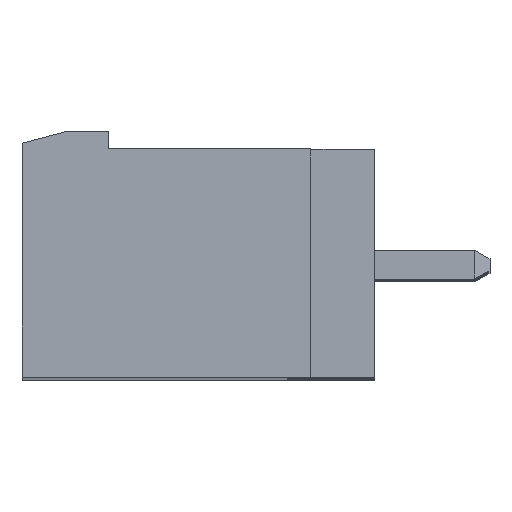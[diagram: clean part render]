
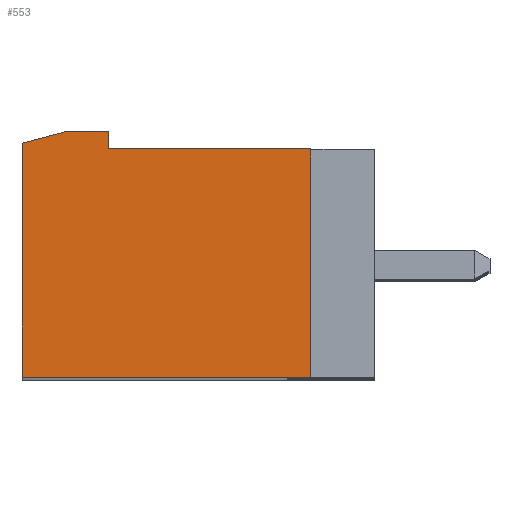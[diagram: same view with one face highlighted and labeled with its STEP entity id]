
A CAD part, top view. The second image highlights one B-rep face of the part: STEP entity #553.
In plain terms, the highlighted planar face has unit normal (0, 0, 1).
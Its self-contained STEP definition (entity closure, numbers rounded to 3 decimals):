
#553 = ADVANCED_FACE( '', ( #1543 ), #1544, .F. );
#1543 = FACE_OUTER_BOUND( '', #3011, .T. );
#1544 = PLANE( '', #3012 );
#3011 = EDGE_LOOP( '', ( #4623, #4624, #4625, #4626, #4627, #4628, #4629 ) );
#3012 = AXIS2_PLACEMENT_3D( '', #4630, #4631, #4632 );
#4623 = ORIENTED_EDGE( '', *, *, #8750, .F. );
#4624 = ORIENTED_EDGE( '', *, *, #8751, .F. );
#4625 = ORIENTED_EDGE( '', *, *, #8752, .F. );
#4626 = ORIENTED_EDGE( '', *, *, #8753, .F. );
#4627 = ORIENTED_EDGE( '', *, *, #8754, .F. );
#4628 = ORIENTED_EDGE( '', *, *, #8755, .F. );
#4629 = ORIENTED_EDGE( '', *, *, #8756, .F. );
#4630 = CARTESIAN_POINT( '', ( 197.225, 204.81, 86.76 ) );
#4631 = DIRECTION( '', ( 0., 0., -1. ) );
#4632 = DIRECTION( '', ( 0., -1., 0. ) );
#8750 = EDGE_CURVE( '', #10501, #10502, #10503, .T. );
#8751 = EDGE_CURVE( '', #10504, #10501, #10505, .T. );
#8752 = EDGE_CURVE( '', #10506, #10504, #10507, .T. );
#8753 = EDGE_CURVE( '', #10508, #10506, #10509, .T. );
#8754 = EDGE_CURVE( '', #10510, #10508, #10511, .T. );
#8755 = EDGE_CURVE( '', #10512, #10510, #10513, .T. );
#8756 = EDGE_CURVE( '', #10502, #10512, #10514, .T. );
#10501 = VERTEX_POINT( '', #13007 );
#10502 = VERTEX_POINT( '', #13008 );
#10503 = LINE( '', #13009, #13010 );
#10504 = VERTEX_POINT( '', #13011 );
#10505 = LINE( '', #13012, #13013 );
#10506 = VERTEX_POINT( '', #13014 );
#10507 = LINE( '', #13015, #13016 );
#10508 = VERTEX_POINT( '', #13017 );
#10509 = LINE( '', #13018, #13019 );
#10510 = VERTEX_POINT( '', #13020 );
#10511 = LINE( '', #13021, #13022 );
#10512 = VERTEX_POINT( '', #13023 );
#10513 = LINE( '', #13024, #13025 );
#10514 = LINE( '', #13026, #13027 );
#13007 = CARTESIAN_POINT( '', ( 197.225, 204.71, 86.76 ) );
#13008 = CARTESIAN_POINT( '', ( 197.225, 204.11, 86.76 ) );
#13009 = CARTESIAN_POINT( '', ( 197.225, 204.31, 86.76 ) );
#13010 = VECTOR( '', #16284, 1000. );
#13011 = CARTESIAN_POINT( '', ( 195.718, 204.71, 86.76 ) );
#13012 = CARTESIAN_POINT( '', ( 197.225, 204.71, 86.76 ) );
#13013 = VECTOR( '', #16285, 1000. );
#13014 = CARTESIAN_POINT( '', ( 194.225, 204.31, 86.76 ) );
#13015 = CARTESIAN_POINT( '', ( 195.718, 204.71, 86.76 ) );
#13016 = VECTOR( '', #16286, 1000. );
#13017 = CARTESIAN_POINT( '', ( 194.225, 196.21, 86.76 ) );
#13018 = CARTESIAN_POINT( '', ( 194.225, 204.41, 86.76 ) );
#13019 = VECTOR( '', #16287, 1000. );
#13020 = CARTESIAN_POINT( '', ( 204.225, 196.21, 86.76 ) );
#13021 = CARTESIAN_POINT( '', ( 194.225, 196.21, 86.76 ) );
#13022 = VECTOR( '', #16288, 1000. );
#13023 = CARTESIAN_POINT( '', ( 204.225, 204.11, 86.76 ) );
#13024 = CARTESIAN_POINT( '', ( 204.225, 196.21, 86.76 ) );
#13025 = VECTOR( '', #16289, 1000. );
#13026 = CARTESIAN_POINT( '', ( 204.025, 204.11, 86.76 ) );
#13027 = VECTOR( '', #16290, 1000. );
#16284 = DIRECTION( '', ( 0., -1., 0. ) );
#16285 = DIRECTION( '', ( 1., 0., 0. ) );
#16286 = DIRECTION( '', ( 0.966, 0.259, 0. ) );
#16287 = DIRECTION( '', ( 0., 1., 0. ) );
#16288 = DIRECTION( '', ( -1., 0., 0. ) );
#16289 = DIRECTION( '', ( 0., -1., 0. ) );
#16290 = DIRECTION( '', ( 1., 0., 0. ) );
